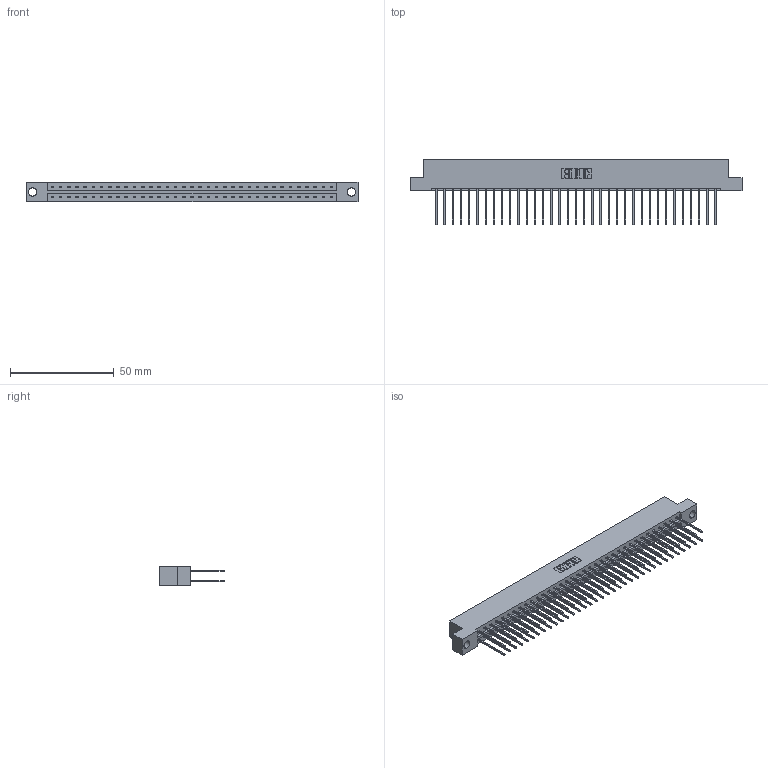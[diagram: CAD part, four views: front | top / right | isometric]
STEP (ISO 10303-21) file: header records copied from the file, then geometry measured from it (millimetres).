
FILE_DESCRIPTION (( 'STEP AP203' ), '1' );
FILE_NAME ('333-070-542-204.STEP', '2018-08-04T14:57:41', ( '' ), ( '' ), 'SwSTEP 2.0', 'SolidWorks 2016', '' );
FILE_SCHEMA (( 'CONFIG_CONTROL_DESIGN' ));
Length unit declared in the file: inch
Products named in the file (3): 333 Part_Flush - .156 Dia - TH; 345-292-001_345-293-142; 333-070-542-204
Assembly tree (71 placements, depth 2):
  333-070-542-204
    333 Part_Flush - .156 Dia - TH
    345-292-001_345-293-142  x70
Bounding box: 160.22 x 31.63 x 9.4 mm (x, y, z)
Volume: 16530.9 mm3; surface area: 20882.4 mm2
Topology: 71 solids, 71 shells, 3754 faces, 11161 edges, 7346 vertices
Faces by surface type: plane 2590, cylinder 1164
Entity records: 23443 total; most frequent: CARTESIAN_POINT 3894, ORIENTED_EDGE 3830, DIRECTION 3339, EDGE_CURVE 1915, VECTOR 1787, LINE 1787, VERTEX_POINT 1274, AXIS2_PLACEMENT_3D 776
